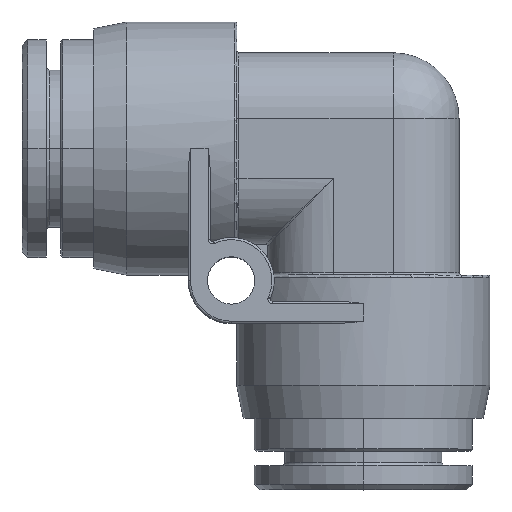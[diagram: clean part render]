
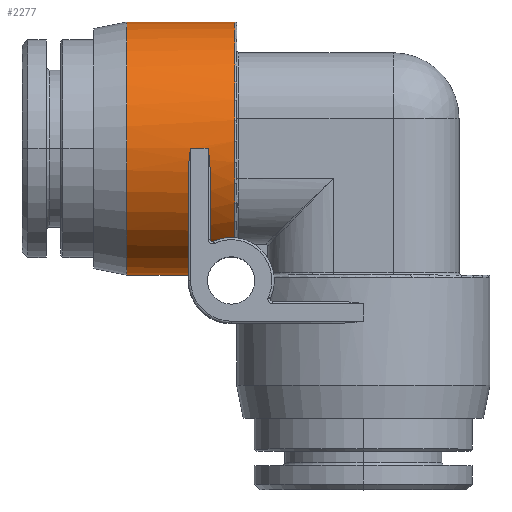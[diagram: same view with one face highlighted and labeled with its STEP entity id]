
A CAD part, top view. The second image highlights one B-rep face of the part: STEP entity #2277.
In plain terms, the highlighted cylindrical face has radius 11.5 mm (diameter 23 mm), a partial arc.
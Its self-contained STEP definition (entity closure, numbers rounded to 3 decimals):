
#113=CARTESIAN_POINT('',(-15.9,0.,0.));
#114=DIRECTION('',(1.,0.,0.));
#115=DIRECTION('',(0.,-0.186,0.983));
#116=AXIS2_PLACEMENT_3D('',#113,#114,#115);
#135=CARTESIAN_POINT('',(-11.7,0.,0.));
#136=DIRECTION('',(1.,0.,0.));
#137=DIRECTION('',(0.,1.,0.));
#138=AXIS2_PLACEMENT_3D('',#135,#136,#137);
#140=CARTESIAN_POINT('',(-11.7,-8.112,8.152));
#141=CARTESIAN_POINT('',(-11.943,-8.093,8.17));
#142=CARTESIAN_POINT('',(-12.41,-8.102,8.161));
#143=CARTESIAN_POINT('',(-13.049,-8.226,8.037));
#144=CARTESIAN_POINT('',(-13.434,-8.367,7.89));
#145=CARTESIAN_POINT('',(-13.617,-8.451,7.799));
#147=CARTESIAN_POINT('',(-13.617,-8.451,7.799));
#148=CARTESIAN_POINT('',(-13.643,-8.463,7.787));
#149=CARTESIAN_POINT('',(-13.695,-8.474,7.774));
#150=CARTESIAN_POINT('',(-13.778,-8.459,7.791));
#151=CARTESIAN_POINT('',(-13.844,-8.415,7.838));
#152=CARTESIAN_POINT('',(-13.889,-8.348,7.91));
#153=CARTESIAN_POINT('',(-13.9,-8.297,7.963));
#154=CARTESIAN_POINT('',(-13.9,-8.269,7.992));
#156=CARTESIAN_POINT('',(-13.9,0.,0.));
#157=DIRECTION('',(1.,0.,0.));
#158=DIRECTION('',(0.,-0.186,0.983));
#159=AXIS2_PLACEMENT_3D('',#156,#157,#158);
#197=DIRECTION('',(1.,0.,0.));
#198=VECTOR('',#197,1.6);
#199=CARTESIAN_POINT('',(-15.7,0.,11.5));
#200=LINE('',#199,#198);
#251=CARTESIAN_POINT('',(-14.1,0.,11.5));
#252=CARTESIAN_POINT('',(-14.089,-0.087,11.5));
#253=CARTESIAN_POINT('',(-14.066,-0.261,
11.498));
#254=CARTESIAN_POINT('',(-14.032,-0.522,
11.489));
#255=CARTESIAN_POINT('',(-14.,-0.784,
11.474));
#256=CARTESIAN_POINT('',(-13.97,-1.045,11.453));
#257=CARTESIAN_POINT('',(-13.944,-1.304,11.427));
#258=CARTESIAN_POINT('',(-13.922,-1.568,11.394));
#259=CARTESIAN_POINT('',(-13.905,-1.841,11.353));
#260=CARTESIAN_POINT('',(-13.9,-2.035,11.319));
#261=CARTESIAN_POINT('',(-13.9,-2.135,11.3));
#482=DIRECTION('',(-1.,0.,0.));
#483=VECTOR('',#482,9.8);
#484=CARTESIAN_POINT('',(-11.7,11.5,0.));
#485=LINE('',#484,#483);
#486=DIRECTION('',(-1.,0.,0.));
#487=VECTOR('',#486,5.6);
#488=CARTESIAN_POINT('',(-15.9,-11.5,0.));
#489=LINE('',#488,#487);
#1009=CARTESIAN_POINT('',(-21.5,0.,0.));
#1010=DIRECTION('',(1.,0.,0.));
#1011=DIRECTION('',(0.,1.,0.));
#1012=AXIS2_PLACEMENT_3D('',#1009,#1010,#1011);
#1698=CARTESIAN_POINT('',(-15.9,-2.135,11.3));
#1699=CARTESIAN_POINT('',(-15.9,-2.033,11.319));
#1700=CARTESIAN_POINT('',(-15.895,-1.833,
11.354));
#1701=CARTESIAN_POINT('',(-15.877,-1.554,
11.396));
#1702=CARTESIAN_POINT('',(-15.855,-1.287,
11.429));
#1703=CARTESIAN_POINT('',(-15.828,-1.028,
11.455));
#1704=CARTESIAN_POINT('',(-15.799,-0.771,
11.475));
#1705=CARTESIAN_POINT('',(-15.767,-0.515,
11.489));
#1706=CARTESIAN_POINT('',(-15.734,-0.259,
11.498));
#1707=CARTESIAN_POINT('',(-15.711,-0.087,11.5));
#1708=CARTESIAN_POINT('',(-15.7,0.,11.5));
#1742=CARTESIAN_POINT('',(-21.5,11.5,0.));
#1744=VERTEX_POINT('',#1742);
#1746=CARTESIAN_POINT('',(-21.5,-11.5,0.));
#1748=VERTEX_POINT('',#1746);
#1836=VERTEX_POINT('',#147);
#1837=VERTEX_POINT('',#154);
#1852=CARTESIAN_POINT('',(-15.7,0.,11.5));
#1853=CARTESIAN_POINT('',(-14.1,0.,11.5));
#1854=VERTEX_POINT('',#1852);
#1855=VERTEX_POINT('',#1853);
#1856=CARTESIAN_POINT('',(-13.9,-2.135,11.3));
#1857=VERTEX_POINT('',#1856);
#1878=VERTEX_POINT('',#1698);
#1925=VERTEX_POINT('',#140);
#1929=CARTESIAN_POINT('',(-11.7,11.5,0.));
#1930=VERTEX_POINT('',#1929);
#1949=CARTESIAN_POINT('',(-15.9,-11.5,0.));
#1950=VERTEX_POINT('',#1949);
#2250=CARTESIAN_POINT('',(-25.15,0.,0.));
#2251=DIRECTION('',(1.,0.,0.));
#2252=DIRECTION('',(0.,-1.,0.));
#2253=AXIS2_PLACEMENT_3D('',#2250,#2251,#2252);
#2254=CYLINDRICAL_SURFACE('',#2253,11.5);
#2256=ORIENTED_EDGE('',*,*,#2255,.F.);
#2258=ORIENTED_EDGE('',*,*,#2257,.F.);
#2260=ORIENTED_EDGE('',*,*,#2259,.F.);
#2262=ORIENTED_EDGE('',*,*,#2261,.F.);
#2263=ORIENTED_EDGE('',*,*,#2238,.T.);
#2265=ORIENTED_EDGE('',*,*,#2264,.T.);
#2267=ORIENTED_EDGE('',*,*,#2266,.F.);
#2269=ORIENTED_EDGE('',*,*,#2268,.F.);
#2271=ORIENTED_EDGE('',*,*,#2270,.T.);
#2272=ORIENTED_EDGE('',*,*,#2218,.T.);
#2274=ORIENTED_EDGE('',*,*,#2273,.T.);
#2275=EDGE_LOOP('',(#2256,#2258,#2260,#2262,#2263,#2265,#2267,#2269,#2271,#2272,
#2274));
#2276=FACE_OUTER_BOUND('',#2275,.F.);
#2277=ADVANCED_FACE('',(#2276),#2254,.T.);
#117=CIRCLE('',#116,11.5);
#139=CIRCLE('',#138,11.5);
#146=B_SPLINE_CURVE_WITH_KNOTS('',3,(#140,#141,#142,#143,#144,#145),
.UNSPECIFIED.,.F.,.F.,(4,1,1,4),(0.,0.333,0.667,1.),
.UNSPECIFIED.);
#155=B_SPLINE_CURVE_WITH_KNOTS('',3,(#147,#148,#149,#150,#151,#152,#153,#154),
.UNSPECIFIED.,.F.,.F.,(4,1,1,1,1,4),(0.,0.2,0.4,0.6,0.8,1.),
.UNSPECIFIED.);
#160=CIRCLE('',#159,11.5);
#262=B_SPLINE_CURVE_WITH_KNOTS('',3,(#251,#252,#253,#254,#255,#256,#257,#258,
#259,#260,#261),.UNSPECIFIED.,.F.,.F.,(4,1,1,1,1,1,1,1,4),(0.,0.125,0.25,
0.375,0.5,0.625,0.75,0.875,1.),.UNSPECIFIED.);
#1013=CIRCLE('',#1012,11.5);
#1709=B_SPLINE_CURVE_WITH_KNOTS('',3,(#1698,#1699,#1700,#1701,#1702,#1703,#1704,
#1705,#1706,#1707,#1708),.UNSPECIFIED.,.F.,.F.,(4,1,1,1,1,1,1,1,4),(0.,
0.125,0.25,0.375,0.5,0.625,0.75,0.875,1.),.UNSPECIFIED.);
#2218=EDGE_CURVE('',#1925,#1836,#146,.T.);
#2238=EDGE_CURVE('',#1878,#1950,#117,.T.);
#2255=EDGE_CURVE('',#1857,#1837,#160,.T.);
#2257=EDGE_CURVE('',#1855,#1857,#262,.T.);
#2259=EDGE_CURVE('',#1854,#1855,#200,.T.);
#2261=EDGE_CURVE('',#1878,#1854,#1709,.T.);
#2264=EDGE_CURVE('',#1950,#1748,#489,.T.);
#2266=EDGE_CURVE('',#1744,#1748,#1013,.T.);
#2268=EDGE_CURVE('',#1930,#1744,#485,.T.);
#2270=EDGE_CURVE('',#1930,#1925,#139,.T.);
#2273=EDGE_CURVE('',#1836,#1837,#155,.T.);
